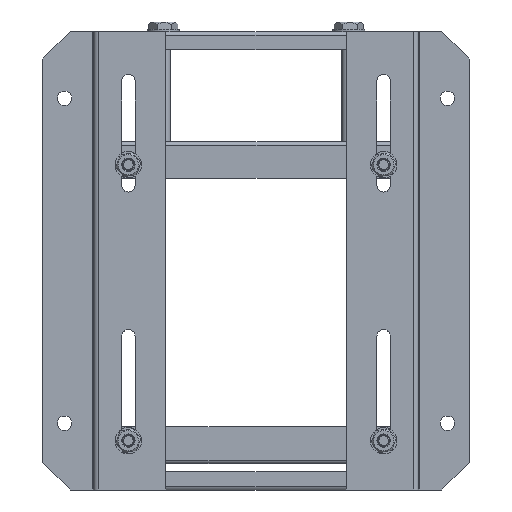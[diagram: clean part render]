
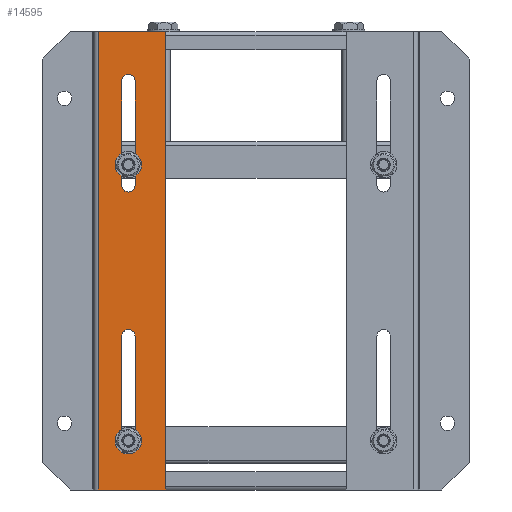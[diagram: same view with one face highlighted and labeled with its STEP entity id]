
A CAD part, front view. The second image highlights one B-rep face of the part: STEP entity #14595.
In plain terms, the highlighted planar face has unit normal (0, -1, 0).
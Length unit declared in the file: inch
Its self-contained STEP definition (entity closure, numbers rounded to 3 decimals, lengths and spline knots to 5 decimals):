
#28 = FACE_OUTER_BOUND ( 'NONE', #4207, .T. ) ;
#387 = VERTEX_POINT ( 'NONE', #16847 ) ;
#660 = AXIS2_PLACEMENT_3D ( 'NONE', #15076, #10563, #15002 ) ;
#667 = EDGE_CURVE ( 'NONE', #5767, #14235, #20090, .T. ) ;
#969 = VECTOR ( 'NONE', #4349, 39.37008 ) ;
#1008 = LINE ( 'NONE', #5853, #13963 ) ;
#1130 = PLANE ( 'NONE',  #20166 ) ;
#1258 = DIRECTION ( 'NONE',  ( 0., 0., -1. ) ) ;
#1272 = VECTOR ( 'NONE', #17149, 39.37008 ) ;
#1452 = CARTESIAN_POINT ( 'NONE',  ( 0.04461, -1.08469, -7.75 ) ) ;
#1474 = DIRECTION ( 'NONE',  ( 0., 1., 0. ) ) ;
#1586 = CARTESIAN_POINT ( 'NONE',  ( 0.62335, -1.08469, 3.25 ) ) ;
#1620 = DIRECTION ( 'NONE',  ( 0., 0., 1. ) ) ;
#1989 = ORIENTED_EDGE ( 'NONE', *, *, #17002, .F. ) ;
#2649 = CARTESIAN_POINT ( 'NONE',  ( 0.62335, -1.08469, -3.25 ) ) ;
#2712 = DIRECTION ( 'NONE',  ( 0., -1., 0. ) ) ;
#3312 = EDGE_CURVE ( 'NONE', #14235, #16964, #11013, .T. ) ;
#3699 = ORIENTED_EDGE ( 'NONE', *, *, #16385, .T. ) ;
#3701 = ORIENTED_EDGE ( 'NONE', *, *, #9287, .F. ) ;
#4207 = EDGE_LOOP ( 'NONE', ( #19088, #15657, #1989, #3701 ) ) ;
#4302 = EDGE_CURVE ( 'NONE', #14614, #18781, #17038, .T. ) ;
#4349 = DIRECTION ( 'NONE',  ( 0., 0., -1. ) ) ;
#4400 = CARTESIAN_POINT ( 'NONE',  ( 0.04461, -1.08469, 7.75 ) ) ;
#4564 = CARTESIAN_POINT ( 'NONE',  ( -0.98098, -1.08469, -9.875 ) ) ;
#4643 = EDGE_CURVE ( 'NONE', #9600, #14614, #16023, .T. ) ;
#4765 = EDGE_CURVE ( 'NONE', #13411, #387, #19704, .T. ) ;
#4955 = AXIS2_PLACEMENT_3D ( 'NONE', #11406, #19241, #17717 ) ;
#5658 = EDGE_LOOP ( 'NONE', ( #18881, #19600, #10140, #11142 ) ) ;
#5767 = VERTEX_POINT ( 'NONE', #15242 ) ;
#5853 = CARTESIAN_POINT ( 'NONE',  ( 1.94421, -1.08469, 9.875 ) ) ;
#6506 = EDGE_CURVE ( 'NONE', #387, #11439, #17755, .T. ) ;
#7430 = VECTOR ( 'NONE', #11085, 39.37008 ) ;
#8040 = CARTESIAN_POINT ( 'NONE',  ( -0.95198, -1.08469, 9.875 ) ) ;
#8287 = AXIS2_PLACEMENT_3D ( 'NONE', #20034, #1474, #10705 ) ;
#8616 = ORIENTED_EDGE ( 'NONE', *, *, #6506, .T. ) ;
#8886 = LINE ( 'NONE', #1586, #7430 ) ;
#9287 = EDGE_CURVE ( 'NONE', #5767, #16773, #1008, .T. ) ;
#9406 = VECTOR ( 'NONE', #17114, 39.37008 ) ;
#9539 = FACE_BOUND ( 'NONE', #9815, .T. ) ;
#9589 = ORIENTED_EDGE ( 'NONE', *, *, #4765, .T. ) ;
#9600 = VERTEX_POINT ( 'NONE', #17745 ) ;
#9745 = CARTESIAN_POINT ( 'NONE',  ( 0.04461, -1.08469, 3.25 ) ) ;
#9815 = EDGE_LOOP ( 'NONE', ( #12502, #3699, #9589, #8616 ) ) ;
#9962 = DIRECTION ( 'NONE',  ( 1., 0., 0. ) ) ;
#10000 = CARTESIAN_POINT ( 'NONE',  ( 0.62335, -1.08469, 7.75 ) ) ;
#10140 = ORIENTED_EDGE ( 'NONE', *, *, #10227, .T. ) ;
#10227 = EDGE_CURVE ( 'NONE', #18781, #19826, #12665, .T. ) ;
#10412 = CARTESIAN_POINT ( 'NONE',  ( 0.04461, -1.08469, -7.75 ) ) ;
#10563 = DIRECTION ( 'NONE',  ( 0., 1., 0. ) ) ;
#10705 = DIRECTION ( 'NONE',  ( 1., 0., 0. ) ) ;
#10722 = CARTESIAN_POINT ( 'NONE',  ( -0.95198, -1.08469, -9.875 ) ) ;
#10846 = CIRCLE ( 'NONE', #4955, 0.28937 ) ;
#10951 = VECTOR ( 'NONE', #1620, 39.37008 ) ;
#11004 = DIRECTION ( 'NONE',  ( 0., 0., -1. ) ) ;
#11013 = LINE ( 'NONE', #16659, #969 ) ;
#11085 = DIRECTION ( 'NONE',  ( 0., 0., -1. ) ) ;
#11142 = ORIENTED_EDGE ( 'NONE', *, *, #19507, .T. ) ;
#11406 = CARTESIAN_POINT ( 'NONE',  ( 0.33398, -1.08469, 7.75 ) ) ;
#11439 = VERTEX_POINT ( 'NONE', #4400 ) ;
#11506 = CARTESIAN_POINT ( 'NONE',  ( 0.62335, -1.08469, 3.25 ) ) ;
#11677 = CARTESIAN_POINT ( 'NONE',  ( 0.33398, -1.08469, -7.75 ) ) ;
#12071 = CARTESIAN_POINT ( 'NONE',  ( 1.94421, -1.08469, 9.875 ) ) ;
#12502 = ORIENTED_EDGE ( 'NONE', *, *, #17142, .T. ) ;
#12665 = CIRCLE ( 'NONE', #15194, 0.28937 ) ;
#12710 = CARTESIAN_POINT ( 'NONE',  ( 0.62335, -1.08469, -7.75 ) ) ;
#12731 = LINE ( 'NONE', #4564, #9406 ) ;
#13287 = DIRECTION ( 'NONE',  ( 0., 1., 0. ) ) ;
#13411 = VERTEX_POINT ( 'NONE', #11506 ) ;
#13620 = DIRECTION ( 'NONE',  ( 1., 0., 0. ) ) ;
#13963 = VECTOR ( 'NONE', #1258, 39.37008 ) ;
#14235 = VERTEX_POINT ( 'NONE', #8040 ) ;
#14498 = LINE ( 'NONE', #10412, #19613 ) ;
#14595 = ADVANCED_FACE ( 'NONE', ( #28, #9539, #17601 ), #1130, .T. ) ;
#14614 = VERTEX_POINT ( 'NONE', #2649 ) ;
#15002 = DIRECTION ( 'NONE',  ( 1., 0., 0. ) ) ;
#15076 = CARTESIAN_POINT ( 'NONE',  ( 0.33398, -1.08469, -3.25 ) ) ;
#15194 = AXIS2_PLACEMENT_3D ( 'NONE', #11677, #13287, #9962 ) ;
#15242 = CARTESIAN_POINT ( 'NONE',  ( 1.94421, -1.08469, 9.875 ) ) ;
#15657 = ORIENTED_EDGE ( 'NONE', *, *, #3312, .T. ) ;
#15759 = CARTESIAN_POINT ( 'NONE',  ( 0.62335, -1.08469, -7.75 ) ) ;
#16023 = CIRCLE ( 'NONE', #660, 0.28937 ) ;
#16385 = EDGE_CURVE ( 'NONE', #17791, #13411, #8886, .T. ) ;
#16659 = CARTESIAN_POINT ( 'NONE',  ( -0.95198, -1.08469, 9.875 ) ) ;
#16719 = CARTESIAN_POINT ( 'NONE',  ( 1.94421, -1.08469, -9.875 ) ) ;
#16773 = VERTEX_POINT ( 'NONE', #16719 ) ;
#16847 = CARTESIAN_POINT ( 'NONE',  ( 0.04461, -1.08469, 3.25 ) ) ;
#16964 = VERTEX_POINT ( 'NONE', #10722 ) ;
#17002 = EDGE_CURVE ( 'NONE', #16773, #16964, #12731, .T. ) ;
#17038 = LINE ( 'NONE', #12710, #17266 ) ;
#17114 = DIRECTION ( 'NONE',  ( -1., 0., 0. ) ) ;
#17142 = EDGE_CURVE ( 'NONE', #11439, #17791, #10846, .T. ) ;
#17149 = DIRECTION ( 'NONE',  ( -1., 0., 0. ) ) ;
#17266 = VECTOR ( 'NONE', #11004, 39.37008 ) ;
#17601 = FACE_BOUND ( 'NONE', #5658, .T. ) ;
#17717 = DIRECTION ( 'NONE',  ( 1., 0., 0. ) ) ;
#17745 = CARTESIAN_POINT ( 'NONE',  ( 0.04461, -1.08469, -3.25 ) ) ;
#17755 = LINE ( 'NONE', #9745, #10951 ) ;
#17791 = VERTEX_POINT ( 'NONE', #10000 ) ;
#18180 = DIRECTION ( 'NONE',  ( 0., 0., 1. ) ) ;
#18781 = VERTEX_POINT ( 'NONE', #15759 ) ;
#18876 = CARTESIAN_POINT ( 'NONE',  ( -1.19502, -1.08469, 9.875 ) ) ;
#18881 = ORIENTED_EDGE ( 'NONE', *, *, #4643, .T. ) ;
#19088 = ORIENTED_EDGE ( 'NONE', *, *, #667, .T. ) ;
#19241 = DIRECTION ( 'NONE',  ( 0., 1., 0. ) ) ;
#19507 = EDGE_CURVE ( 'NONE', #19826, #9600, #14498, .T. ) ;
#19600 = ORIENTED_EDGE ( 'NONE', *, *, #4302, .T. ) ;
#19613 = VECTOR ( 'NONE', #18180, 39.37008 ) ;
#19704 = CIRCLE ( 'NONE', #8287, 0.28937 ) ;
#19826 = VERTEX_POINT ( 'NONE', #1452 ) ;
#20034 = CARTESIAN_POINT ( 'NONE',  ( 0.33398, -1.08469, 3.25 ) ) ;
#20090 = LINE ( 'NONE', #18876, #1272 ) ;
#20166 = AXIS2_PLACEMENT_3D ( 'NONE', #12071, #2712, #13620 ) ;
